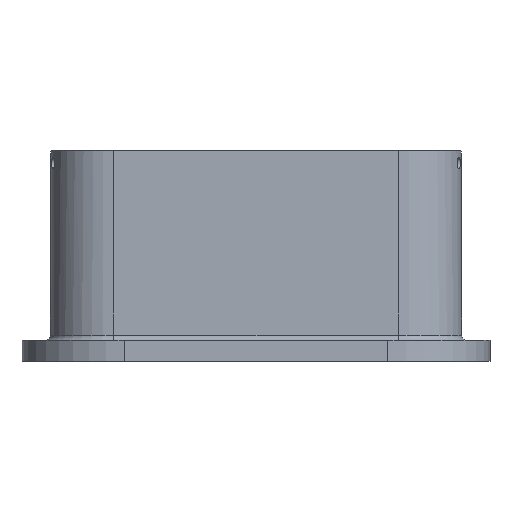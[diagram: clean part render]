
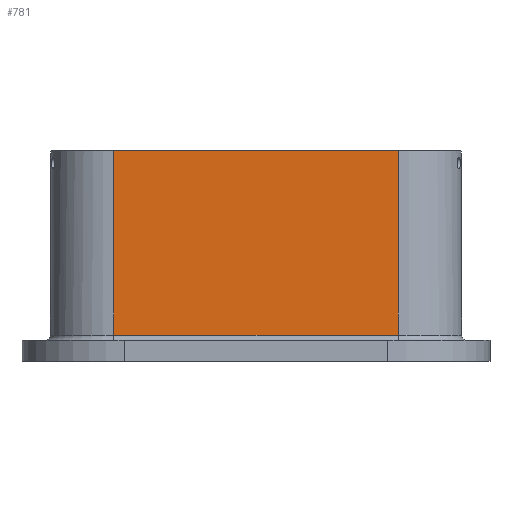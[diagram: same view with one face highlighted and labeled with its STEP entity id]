
A CAD part, left-side view. The second image highlights one B-rep face of the part: STEP entity #781.
In plain terms, the highlighted planar face has unit normal (-1, 0, 0).
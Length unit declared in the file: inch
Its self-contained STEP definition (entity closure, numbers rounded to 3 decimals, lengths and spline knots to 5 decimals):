
#20=PLANE('',#857);
#71=FACE_OUTER_BOUND('',#116,.T.);
#116=EDGE_LOOP('',(#580,#581,#582,#583));
#183=LINE('',#1333,#244);
#184=LINE('',#1335,#245);
#185=LINE('',#1337,#246);
#186=LINE('',#1338,#247);
#244=VECTOR('',#1009,0.3937);
#245=VECTOR('',#1010,0.3937);
#246=VECTOR('',#1011,0.3937);
#247=VECTOR('',#1012,0.3937);
#361=VERTEX_POINT('',#1331);
#362=VERTEX_POINT('',#1332);
#363=VERTEX_POINT('',#1334);
#364=VERTEX_POINT('',#1336);
#448=EDGE_CURVE('',#361,#362,#183,.T.);
#449=EDGE_CURVE('',#361,#363,#184,.T.);
#450=EDGE_CURVE('',#364,#363,#185,.T.);
#451=EDGE_CURVE('',#362,#364,#186,.T.);
#580=ORIENTED_EDGE('',*,*,#448,.F.);
#581=ORIENTED_EDGE('',*,*,#449,.T.);
#582=ORIENTED_EDGE('',*,*,#450,.F.);
#583=ORIENTED_EDGE('',*,*,#451,.F.);
#781=ADVANCED_FACE('',(#71),#20,.T.);
#857=AXIS2_PLACEMENT_3D('',#1330,#1007,#1008);
#1007=DIRECTION('center_axis',(-1.,0.,0.));
#1008=DIRECTION('ref_axis',(0.,-1.,0.));
#1009=DIRECTION('',(0.,1.,0.));
#1010=DIRECTION('',(0.,0.,1.));
#1011=DIRECTION('',(0.,-1.,0.));
#1012=DIRECTION('',(0.,0.,1.));
#1330=CARTESIAN_POINT('Origin',(-6.875,3.375,0.));
#1331=CARTESIAN_POINT('',(-6.875,-3.375,0.625));
#1332=CARTESIAN_POINT('',(-6.875,3.375,0.625));
#1333=CARTESIAN_POINT('',(-6.875,1.6875,0.625));
#1334=CARTESIAN_POINT('',(-6.875,-3.375,5.));
#1335=CARTESIAN_POINT('',(-6.875,-3.375,0.));
#1336=CARTESIAN_POINT('',(-6.875,3.375,5.));
#1337=CARTESIAN_POINT('',(-6.875,-3.375,5.));
#1338=CARTESIAN_POINT('',(-6.875,3.375,0.));
